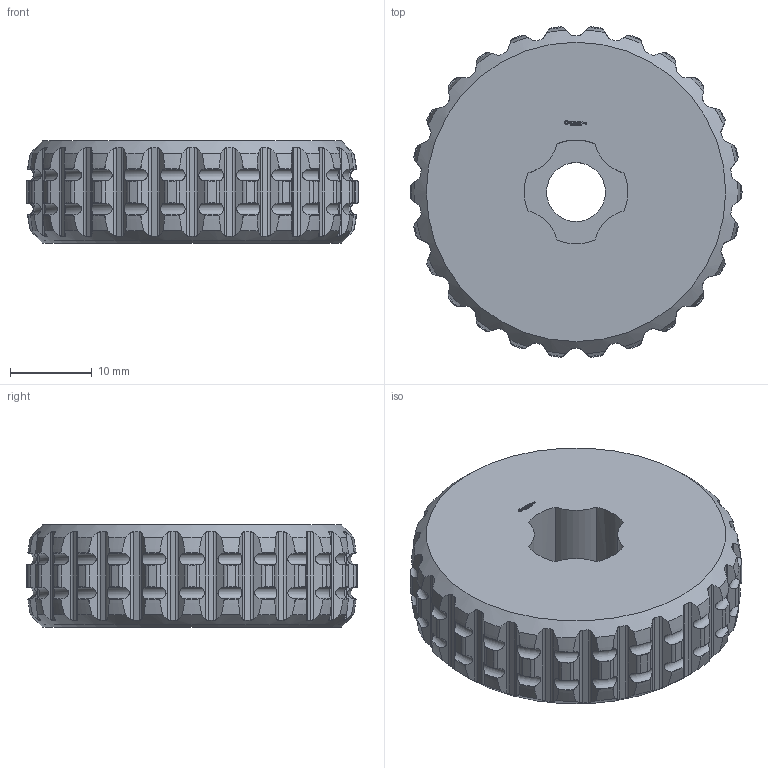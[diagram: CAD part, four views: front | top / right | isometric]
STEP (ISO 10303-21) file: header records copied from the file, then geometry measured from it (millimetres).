
FILE_DESCRIPTION(('FreeCAD Model'),'2;1');
FILE_NAME('Open CASCADE Shape Model','2023-12-20T18:52:48',(''),(''), 'Open CASCADE STEP processor 7.6','FreeCAD','Unknown');
FILE_SCHEMA(('AUTOMOTIVE_DESIGN { 1 0 10303 214 1 1 1 1 }'));
Length unit declared in the file: millimetre
Products named in the file (1): Wheel GND TTRD PLN BU03.25x01.00 - SPN-WHL-0006 (stemfie.org)
Bounding box: 40.62 x 40.44 x 12.5 mm (x, y, z)
Volume: 13696.6 mm3; surface area: 4530.8 mm2
Topology: 1 solids, 1 shells, 1020 faces, 2917 edges, 1940 vertices
Faces by surface type: plane 390, cylinder 248, extrusion 154, cone 120, revolution 54, torus 54
Full cylindrical faces by diameter (mm): 2 x4, 7.2 x1
Entity records: 102792 total; most frequent: CARTESIAN_POINT 42847, DIRECTION 7862, ORIENTED_EDGE 5834, PCURVE 5834, DEFINITIONAL_REPRESENTATION 5834, VECTOR 4963, LINE 4809, B_SPLINE_CURVE_WITH_KNOTS 3440
